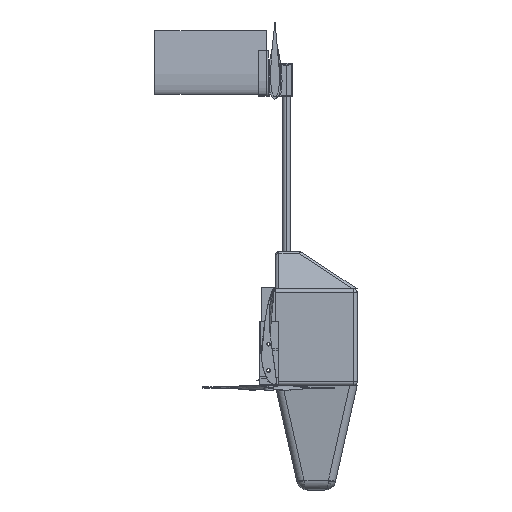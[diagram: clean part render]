
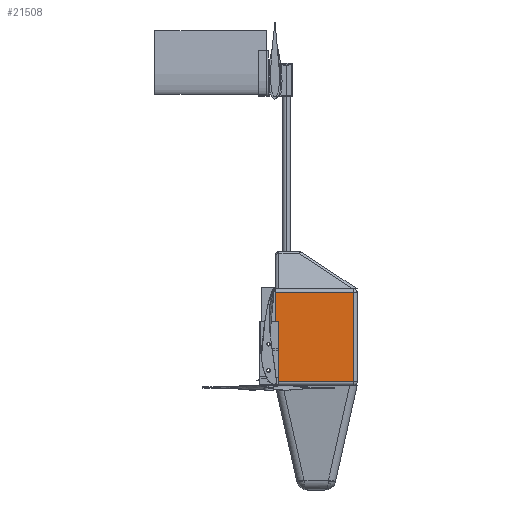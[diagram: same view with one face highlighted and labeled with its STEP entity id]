
A CAD part, left-side view. The second image highlights one B-rep face of the part: STEP entity #21508.
In plain terms, the highlighted face is planar.
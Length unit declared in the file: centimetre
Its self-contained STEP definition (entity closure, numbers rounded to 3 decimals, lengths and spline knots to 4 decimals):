
#76 = VECTOR ( 'NONE', #1812, 100. ) ;
#173 = VERTEX_POINT ( 'NONE', #20378 ) ;
#534 = CARTESIAN_POINT ( 'NONE',  ( 26., -21., 15. ) ) ;
#1058 = VERTEX_POINT ( 'NONE', #7790 ) ;
#1812 = DIRECTION ( 'NONE',  ( -1., 0., 0. ) ) ;
#2344 = DIRECTION ( 'NONE',  ( 0., 1., 0. ) ) ;
#3852 = VERTEX_POINT ( 'NONE', #7699 ) ;
#7466 = EDGE_CURVE ( 'NONE', #24443, #1058, #17274, .T. ) ;
#7699 = CARTESIAN_POINT ( 'NONE',  ( 25., 0., 15. ) ) ;
#7790 = CARTESIAN_POINT ( 'NONE',  ( 1., -21., 15. ) ) ;
#7849 = EDGE_CURVE ( 'NONE', #3852, #24443, #26912, .T. ) ;
#8600 = VECTOR ( 'NONE', #2344, 100. ) ;
#9262 = FACE_OUTER_BOUND ( 'NONE', #19428, .T. ) ;
#10429 = CARTESIAN_POINT ( 'NONE',  ( 26., 0., 15. ) ) ;
#10830 = EDGE_CURVE ( 'NONE', #173, #3852, #15431, .T. ) ;
#11248 = ORIENTED_EDGE ( 'NONE', *, *, #7466, .T. ) ;
#12960 = DIRECTION ( 'NONE',  ( 0., -1., 0. ) ) ;
#13116 = CARTESIAN_POINT ( 'NONE',  ( 1., -22., 15. ) ) ;
#13156 = DIRECTION ( 'NONE',  ( 0., 0., 1. ) ) ;
#13490 = CARTESIAN_POINT ( 'NONE',  ( 25., 0., 15. ) ) ;
#13628 = DIRECTION ( 'NONE',  ( 1., 0., 0. ) ) ;
#13959 = EDGE_CURVE ( 'NONE', #1058, #173, #15428, .T. ) ;
#14137 = ORIENTED_EDGE ( 'NONE', *, *, #7849, .T. ) ;
#15067 = CARTESIAN_POINT ( 'NONE',  ( 1., 0., 15. ) ) ;
#15428 = LINE ( 'NONE', #534, #22597 ) ;
#15431 = LINE ( 'NONE', #13490, #8600 ) ;
#15518 = CARTESIAN_POINT ( 'NONE',  ( 0., 0., 15. ) ) ;
#17274 = LINE ( 'NONE', #13116, #26844 ) ;
#19428 = EDGE_LOOP ( 'NONE', ( #26671, #20656, #14137, #11248 ) ) ;
#19552 = PLANE ( 'NONE',  #21942 ) ;
#20378 = CARTESIAN_POINT ( 'NONE',  ( 25., -21., 15. ) ) ;
#20656 = ORIENTED_EDGE ( 'NONE', *, *, #10830, .T. ) ;
#21508 = ADVANCED_FACE ( 'NONE', ( #9262 ), #19552, .T. ) ;
#21942 = AXIS2_PLACEMENT_3D ( 'NONE', #15518, #13156, #25995 ) ;
#22597 = VECTOR ( 'NONE', #13628, 100. ) ;
#24443 = VERTEX_POINT ( 'NONE', #15067 ) ;
#25995 = DIRECTION ( 'NONE',  ( 1., 0., 0. ) ) ;
#26671 = ORIENTED_EDGE ( 'NONE', *, *, #13959, .T. ) ;
#26844 = VECTOR ( 'NONE', #12960, 100. ) ;
#26912 = LINE ( 'NONE', #10429, #76 ) ;
